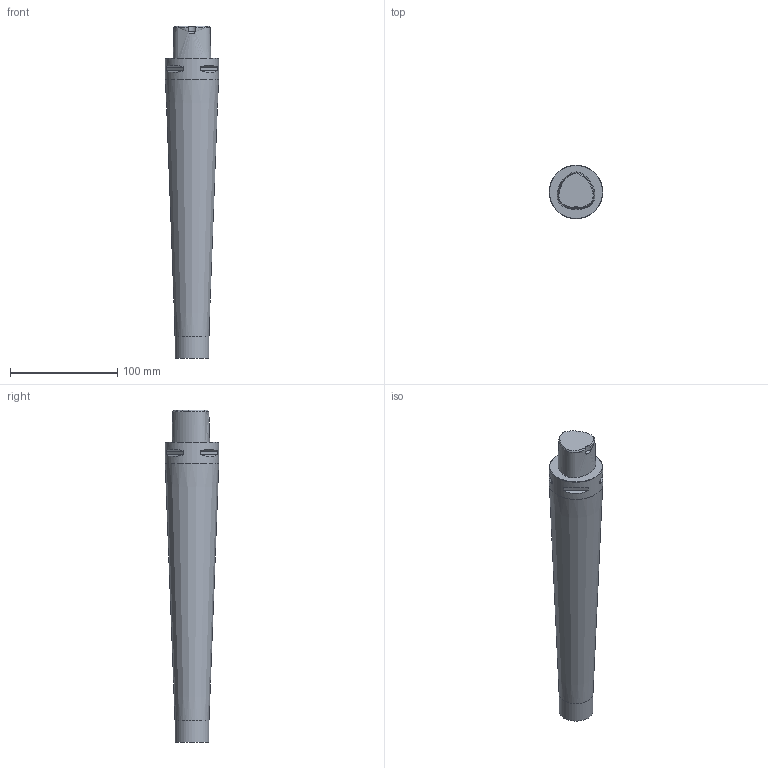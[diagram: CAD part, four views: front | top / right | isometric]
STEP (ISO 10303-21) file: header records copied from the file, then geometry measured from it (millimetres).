
FILE_DESCRIPTION(/* description */ (''),/* implementation_level */ '2;1');
FILE_NAME(/* name */ '1529480922231.stp',/* time_stamp */ '2018-06-20T09:48:49+02:00',/* author */ (''),/* organization */ ('SMS'),/* preprocessor_version */ 'ST-DEVELOPER v15',/* originating_system */ 'SIEMENS PLM Software NX 8.5',/* authorisation */ '');
FILE_SCHEMA (('AUTOMOTIVE_DESIGN { 1 0 10303 214 3 1 1 1 }'));
Length unit declared in the file: millimetre
Products named in the file (1): C5-EH25D-280
Bounding box: 50 x 50 x 310 mm (x, y, z)
Volume: 401304.1 mm3; surface area: 41955.4 mm2
Topology: 1 solids, 1 shells, 32 faces, 73 edges, 51 vertices
Faces by surface type: plane 15, cylinder 11, cone 4, bspline 2
Full cylindrical faces by diameter (mm): 31.7 x1, 50 x1
Entity records: 1580 total; most frequent: CARTESIAN_POINT 866, ORIENTED_EDGE 132, DIRECTION 124, EDGE_CURVE 66, AXIS2_PLACEMENT_3D 50, VERTEX_POINT 46, EDGE_LOOP 42, ADVANCED_FACE 32
